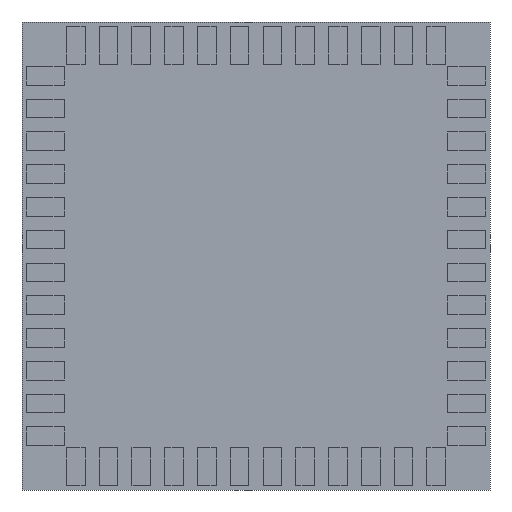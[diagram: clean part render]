
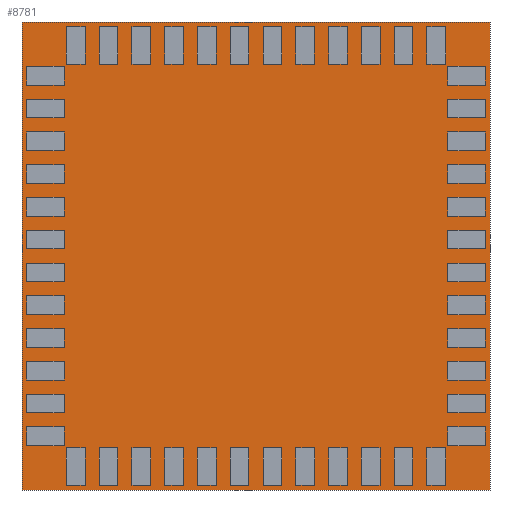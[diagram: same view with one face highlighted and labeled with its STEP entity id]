
A CAD part, front view. The second image highlights one B-rep face of the part: STEP entity #8781.
In plain terms, the highlighted planar face has unit normal (0, -1, 0).
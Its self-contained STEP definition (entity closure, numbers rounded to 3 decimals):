
#8624 = CARTESIAN_POINT ( 'NONE',  ( -5., 0.05, -5. ) ) ;
#8625 = VERTEX_POINT ( 'NONE', #8624 ) ;
#8626 = CARTESIAN_POINT ( 'NONE',  ( -5., 0.05, 5. ) ) ;
#8627 = VERTEX_POINT ( 'NONE', #8626 ) ;
#8628 = CARTESIAN_POINT ( 'NONE',  ( -5., 0.05, 5. ) ) ;
#8629 = DIRECTION ( 'NONE',  ( 0., 0., 1. ) ) ;
#8630 = VECTOR ( 'NONE', #8629, 1000. ) ;
#8631 = LINE ( 'NONE', #8628, #8630 ) ;
#8632 = EDGE_CURVE ( 'NONE', #8625, #8627, #8631, .T. ) ;
#8664 = CARTESIAN_POINT ( 'NONE',  ( 5., 0.05, 5. ) ) ;
#8665 = VERTEX_POINT ( 'NONE', #8664 ) ;
#8666 = CARTESIAN_POINT ( 'NONE',  ( 5., 0.05, 5. ) ) ;
#8667 = DIRECTION ( 'NONE',  ( 1., 0., 0. ) ) ;
#8668 = VECTOR ( 'NONE', #8667, 1000. ) ;
#8669 = LINE ( 'NONE', #8666, #8668 ) ;
#8670 = EDGE_CURVE ( 'NONE', #8627, #8665, #8669, .T. ) ;
#8695 = CARTESIAN_POINT ( 'NONE',  ( 5., 0.05, -5. ) ) ;
#8696 = VERTEX_POINT ( 'NONE', #8695 ) ;
#8697 = CARTESIAN_POINT ( 'NONE',  ( 5., 0.05, 5. ) ) ;
#8698 = DIRECTION ( 'NONE',  ( 0., 0., -1. ) ) ;
#8699 = VECTOR ( 'NONE', #8698, 1000. ) ;
#8700 = LINE ( 'NONE', #8697, #8699 ) ;
#8701 = EDGE_CURVE ( 'NONE', #8665, #8696, #8700, .T. ) ;
#8726 = CARTESIAN_POINT ( 'NONE',  ( 5., 0.05, -5. ) ) ;
#8727 = DIRECTION ( 'NONE',  ( -1., 0., 0. ) ) ;
#8728 = VECTOR ( 'NONE', #8727, 1000. ) ;
#8729 = LINE ( 'NONE', #8726, #8728 ) ;
#8730 = EDGE_CURVE ( 'NONE', #8696, #8625, #8729, .T. ) ;
#8770 = ORIENTED_EDGE ( 'NONE', *, *, #8632, .F. ) ;
#8771 = ORIENTED_EDGE ( 'NONE', *, *, #8730, .F. ) ;
#8772 = ORIENTED_EDGE ( 'NONE', *, *, #8701, .F. ) ;
#8773 = ORIENTED_EDGE ( 'NONE', *, *, #8670, .F. ) ;
#8774 = EDGE_LOOP ( 'NONE', ( #8770, #8771, #8772, #8773 ) ) ;
#8775 = FACE_OUTER_BOUND ( 'NONE', #8774, .T. ) ;
#8776 = CARTESIAN_POINT ( 'NONE',  ( 0., 0.05, 0. ) ) ;
#8777 = DIRECTION ( 'NONE',  ( 0., 1., 0. ) ) ;
#8778 = DIRECTION ( 'NONE',  ( 0., 0., 1. ) ) ;
#8779 = AXIS2_PLACEMENT_3D ( 'NONE', #8776, #8777, #8778 ) ;
#8780 = PLANE ( 'NONE', #8779 ) ;
#8781 = ADVANCED_FACE ( 'NONE', ( #8775 ), #8780, .F. ) ;
